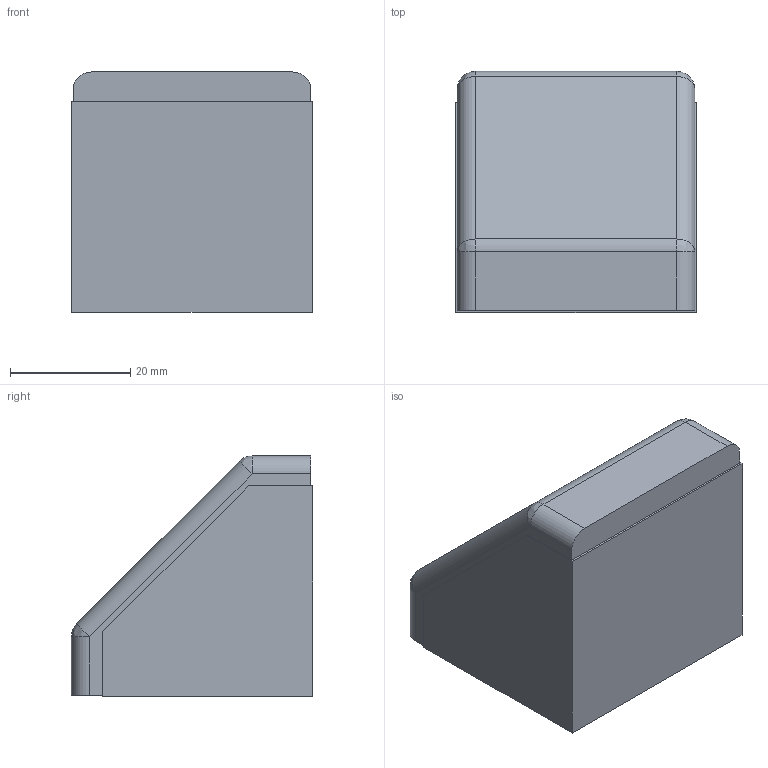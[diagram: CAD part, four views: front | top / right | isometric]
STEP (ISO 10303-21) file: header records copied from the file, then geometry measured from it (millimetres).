
FILE_DESCRIPTION (( 'STEP AP214' ), '1' );
FILE_NAME ('72681001', '2019-02-04T10:22:08', ( '' ), ('JUGARD+KÜNSTNER GmbH'), 'SwSTEP 2.0', 'SolidWorks 2017', '' );
FILE_SCHEMA (( 'AUTOMOTIVE_DESIGN' ));
Length unit declared in the file: millimetre
Products named in the file (1): 72681001_CNAJF00
Bounding box: 40 x 40.21 x 40 mm (x, y, z)
Volume: 47216.7 mm3; surface area: 7929.6 mm2
Topology: 1 solids, 1 shells, 27 faces, 67 edges, 38 vertices
Faces by surface type: plane 15, cylinder 8, bspline 4
Entity records: 901 total; most frequent: CARTESIAN_POINT 189, DIRECTION 127, ORIENTED_EDGE 126, EDGE_CURVE 63, LINE 47, VECTOR 47, AXIS2_PLACEMENT_3D 40, VERTEX_POINT 38
